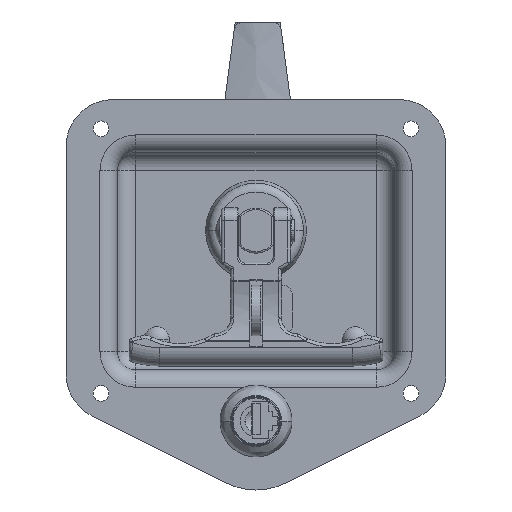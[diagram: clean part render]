
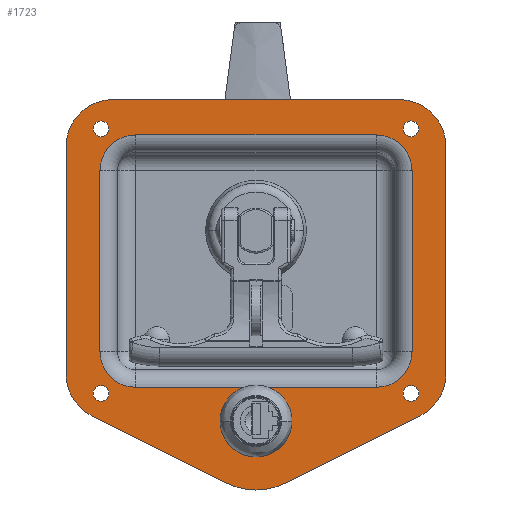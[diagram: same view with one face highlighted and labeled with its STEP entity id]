
A CAD part, front view. The second image highlights one B-rep face of the part: STEP entity #1723.
In plain terms, the highlighted planar face has unit normal (0, -1, 0).
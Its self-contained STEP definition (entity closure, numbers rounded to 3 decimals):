
#411=CARTESIAN_POINT('',(45.325,-1.2,-45.456));
#412=DIRECTION('',(0.,-1.,0.));
#413=DIRECTION('',(0.446,0.,-0.895));
#414=AXIS2_PLACEMENT_3D('',#411,#412,#413);
#416=DIRECTION('',(-0.895,0.,-0.446));
#417=VECTOR('',#416,47.655);
#418=CARTESIAN_POINT('',(52.018,-1.2,-58.88));
#419=LINE('',#418,#417);
#420=CARTESIAN_POINT('',(0.,-1.2,-61.35));
#421=DIRECTION('',(0.,1.,0.));
#422=DIRECTION('',(0.446,0.,-0.895));
#423=AXIS2_PLACEMENT_3D('',#420,#421,#422);
#425=DIRECTION('',(-0.895,0.,0.446));
#426=VECTOR('',#425,47.655);
#427=CARTESIAN_POINT('',(-9.37,-1.2,-80.144));
#428=LINE('',#427,#426);
#429=CARTESIAN_POINT('',(-45.325,-1.2,-45.456));
#430=DIRECTION('',(0.,-1.,0.));
#431=DIRECTION('',(-1.,0.,0.));
#432=AXIS2_PLACEMENT_3D('',#429,#430,#431);
#434=DIRECTION('',(0.,0.,1.));
#435=VECTOR('',#434,72.106);
#436=CARTESIAN_POINT('',(-60.325,-1.2,-45.456));
#437=LINE('',#436,#435);
#438=CARTESIAN_POINT('',(-45.325,-1.2,26.65));
#439=DIRECTION('',(0.,-1.,0.));
#440=DIRECTION('',(0.,0.,1.));
#441=AXIS2_PLACEMENT_3D('',#438,#439,#440);
#443=DIRECTION('',(1.,0.,0.));
#444=VECTOR('',#443,90.65);
#445=CARTESIAN_POINT('',(-45.325,-1.2,41.65));
#446=LINE('',#445,#444);
#447=CARTESIAN_POINT('',(45.325,-1.2,26.65));
#448=DIRECTION('',(0.,-1.,0.));
#449=DIRECTION('',(1.,0.,0.));
#450=AXIS2_PLACEMENT_3D('',#447,#448,#449);
#452=DIRECTION('',(0.,0.,-1.));
#453=VECTOR('',#452,72.106);
#454=CARTESIAN_POINT('',(60.325,-1.2,26.65));
#455=LINE('',#454,#453);
#456=CARTESIAN_POINT('',(-38.25,-1.2,19.075));
#457=DIRECTION('',(0.,-1.,0.));
#458=DIRECTION('',(0.,0.,1.));
#459=AXIS2_PLACEMENT_3D('',#456,#457,#458);
#461=DIRECTION('',(0.,0.,-1.));
#462=VECTOR('',#461,57.5);
#463=CARTESIAN_POINT('',(-49.55,-1.2,19.075));
#464=LINE('',#463,#462);
#465=CARTESIAN_POINT('',(-38.25,-1.2,-38.425));
#466=DIRECTION('',(0.,-1.,0.));
#467=DIRECTION('',(-1.,0.,0.));
#468=AXIS2_PLACEMENT_3D('',#465,#466,#467);
#470=DIRECTION('',(1.,0.,0.));
#471=VECTOR('',#470,76.5);
#472=CARTESIAN_POINT('',(-38.25,-1.2,-49.725));
#473=LINE('',#472,#471);
#474=CARTESIAN_POINT('',(38.25,-1.2,-38.425));
#475=DIRECTION('',(0.,-1.,0.));
#476=DIRECTION('',(0.,0.,-1.));
#477=AXIS2_PLACEMENT_3D('',#474,#475,#476);
#479=DIRECTION('',(0.,0.,1.));
#480=VECTOR('',#479,57.5);
#481=CARTESIAN_POINT('',(49.55,-1.2,-38.425));
#482=LINE('',#481,#480);
#483=CARTESIAN_POINT('',(38.25,-1.2,19.075));
#484=DIRECTION('',(0.,-1.,0.));
#485=DIRECTION('',(1.,0.,0.));
#486=AXIS2_PLACEMENT_3D('',#483,#484,#485);
#488=DIRECTION('',(-1.,0.,0.));
#489=VECTOR('',#488,76.5);
#490=CARTESIAN_POINT('',(38.25,-1.2,30.375));
#491=LINE('',#490,#489);
#492=CARTESIAN_POINT('',(49.2,-1.2,-51.675));
#493=DIRECTION('',(0.,1.,0.));
#494=DIRECTION('',(1.,0.,0.));
#495=AXIS2_PLACEMENT_3D('',#492,#493,#494);
#497=CARTESIAN_POINT('',(49.2,-1.2,-51.675));
#498=DIRECTION('',(0.,1.,0.));
#499=DIRECTION('',(-1.,0.,0.));
#500=AXIS2_PLACEMENT_3D('',#497,#498,#499);
#502=CARTESIAN_POINT('',(-49.2,-1.2,-51.675));
#503=DIRECTION('',(0.,1.,0.));
#504=DIRECTION('',(1.,0.,0.));
#505=AXIS2_PLACEMENT_3D('',#502,#503,#504);
#507=CARTESIAN_POINT('',(-49.2,-1.2,-51.675));
#508=DIRECTION('',(0.,1.,0.));
#509=DIRECTION('',(-1.,0.,0.));
#510=AXIS2_PLACEMENT_3D('',#507,#508,#509);
#512=CARTESIAN_POINT('',(-49.2,-1.2,32.325));
#513=DIRECTION('',(0.,1.,0.));
#514=DIRECTION('',(1.,0.,0.));
#515=AXIS2_PLACEMENT_3D('',#512,#513,#514);
#517=CARTESIAN_POINT('',(-49.2,-1.2,32.325));
#518=DIRECTION('',(0.,1.,0.));
#519=DIRECTION('',(-1.,0.,0.));
#520=AXIS2_PLACEMENT_3D('',#517,#518,#519);
#522=CARTESIAN_POINT('',(49.2,-1.2,32.325));
#523=DIRECTION('',(0.,1.,0.));
#524=DIRECTION('',(1.,0.,0.));
#525=AXIS2_PLACEMENT_3D('',#522,#523,#524);
#527=CARTESIAN_POINT('',(49.2,-1.2,32.325));
#528=DIRECTION('',(0.,1.,0.));
#529=DIRECTION('',(-1.,0.,0.));
#530=AXIS2_PLACEMENT_3D('',#527,#528,#529);
#532=CARTESIAN_POINT('',(0.,-1.2,-60.45));
#533=DIRECTION('',(0.,1.,0.));
#534=DIRECTION('',(-0.853,0.,0.523));
#535=AXIS2_PLACEMENT_3D('',#532,#533,#534);
#537=DIRECTION('',(0.,0.,1.));
#538=VECTOR('',#537,9.928);
#539=CARTESIAN_POINT('',(-8.1,-1.2,-65.414));
#540=LINE('',#539,#538);
#541=CARTESIAN_POINT('',(0.,-1.2,-60.45));
#542=DIRECTION('',(0.,1.,0.));
#543=DIRECTION('',(0.853,0.,-0.523));
#544=AXIS2_PLACEMENT_3D('',#541,#542,#543);
#546=DIRECTION('',(0.,0.,-1.));
#547=VECTOR('',#546,9.928);
#548=CARTESIAN_POINT('',(8.1,-1.2,-55.486));
#549=LINE('',#548,#547);
#928=CARTESIAN_POINT('',(9.37,-1.2,-80.144));
#929=CARTESIAN_POINT('',(-9.37,-1.2,
-80.144));
#930=VERTEX_POINT('',#928);
#931=VERTEX_POINT('',#929);
#932=CARTESIAN_POINT('',(52.018,-1.2,-58.88));
#933=CARTESIAN_POINT('',(60.325,-1.2,-45.456));
#934=VERTEX_POINT('',#932);
#935=VERTEX_POINT('',#933);
#936=CARTESIAN_POINT('',(-60.325,-1.2,-45.456));
#937=CARTESIAN_POINT('',(-52.018,-1.2,-58.88));
#938=VERTEX_POINT('',#936);
#939=VERTEX_POINT('',#937);
#940=CARTESIAN_POINT('',(-45.325,-1.2,41.65));
#941=CARTESIAN_POINT('',(-60.325,-1.2,26.65));
#942=VERTEX_POINT('',#940);
#943=VERTEX_POINT('',#941);
#944=CARTESIAN_POINT('',(60.325,-1.2,26.65));
#945=CARTESIAN_POINT('',(45.325,-1.2,41.65));
#946=VERTEX_POINT('',#944);
#947=VERTEX_POINT('',#945);
#952=CARTESIAN_POINT('',(-38.25,-1.2,30.375));
#953=CARTESIAN_POINT('',(-49.55,-1.2,19.075));
#954=VERTEX_POINT('',#952);
#955=VERTEX_POINT('',#953);
#958=CARTESIAN_POINT('',(-49.55,-1.2,-38.425));
#959=VERTEX_POINT('',#958);
#962=CARTESIAN_POINT('',(-38.25,-1.2,-49.725));
#963=VERTEX_POINT('',#962);
#966=CARTESIAN_POINT('',(38.25,-1.2,-49.725));
#967=VERTEX_POINT('',#966);
#970=CARTESIAN_POINT('',(49.55,-1.2,-38.425));
#971=VERTEX_POINT('',#970);
#974=CARTESIAN_POINT('',(49.55,-1.2,19.075));
#975=VERTEX_POINT('',#974);
#978=CARTESIAN_POINT('',(38.25,-1.2,30.375));
#979=VERTEX_POINT('',#978);
#1020=CARTESIAN_POINT('',(51.7,-1.2,-51.675));
#1021=CARTESIAN_POINT('',(46.7,-1.2,-51.675));
#1022=VERTEX_POINT('',#1020);
#1023=VERTEX_POINT('',#1021);
#1024=CARTESIAN_POINT('',(-46.7,-1.2,-51.675));
#1025=CARTESIAN_POINT('',(-51.7,-1.2,-51.675));
#1026=VERTEX_POINT('',#1024);
#1027=VERTEX_POINT('',#1025);
#1028=CARTESIAN_POINT('',(-46.7,-1.2,32.325));
#1029=CARTESIAN_POINT('',(-51.7,-1.2,32.325));
#1030=VERTEX_POINT('',#1028);
#1031=VERTEX_POINT('',#1029);
#1032=CARTESIAN_POINT('',(51.7,-1.2,32.325));
#1033=CARTESIAN_POINT('',(46.7,-1.2,32.325));
#1034=VERTEX_POINT('',#1032);
#1035=VERTEX_POINT('',#1033);
#1068=CARTESIAN_POINT('',(-8.1,-1.2,-55.486));
#1069=CARTESIAN_POINT('',(8.1,-1.2,-55.486));
#1070=VERTEX_POINT('',#1068);
#1071=VERTEX_POINT('',#1069);
#1072=CARTESIAN_POINT('',(8.1,-1.2,-65.414));
#1073=VERTEX_POINT('',#1072);
#1074=CARTESIAN_POINT('',(-8.1,-1.2,-65.414));
#1075=VERTEX_POINT('',#1074);
#1654=CARTESIAN_POINT('',(0.,-1.2,0.));
#1655=DIRECTION('',(0.,1.,0.));
#1656=DIRECTION('',(1.,0.,0.));
#1657=AXIS2_PLACEMENT_3D('',#1654,#1655,#1656);
#1658=PLANE('',#1657);
#1659=ORIENTED_EDGE('',*,*,#1522,.F.);
#1660=ORIENTED_EDGE('',*,*,#1537,.T.);
#1661=ORIENTED_EDGE('',*,*,#1551,.T.);
#1662=ORIENTED_EDGE('',*,*,#1565,.T.);
#1663=ORIENTED_EDGE('',*,*,#1579,.F.);
#1664=ORIENTED_EDGE('',*,*,#1593,.T.);
#1665=ORIENTED_EDGE('',*,*,#1607,.F.);
#1666=ORIENTED_EDGE('',*,*,#1621,.T.);
#1667=ORIENTED_EDGE('',*,*,#1635,.F.);
#1668=ORIENTED_EDGE('',*,*,#1648,.T.);
#1669=EDGE_LOOP('',(#1659,#1660,#1661,#1662,#1663,#1664,#1665,#1666,#1667,
#1668));
#1670=FACE_OUTER_BOUND('',#1669,.F.);
#1672=ORIENTED_EDGE('',*,*,#1671,.T.);
#1674=ORIENTED_EDGE('',*,*,#1673,.T.);
#1676=ORIENTED_EDGE('',*,*,#1675,.T.);
#1678=ORIENTED_EDGE('',*,*,#1677,.T.);
#1680=ORIENTED_EDGE('',*,*,#1679,.T.);
#1682=ORIENTED_EDGE('',*,*,#1681,.T.);
#1684=ORIENTED_EDGE('',*,*,#1683,.T.);
#1686=ORIENTED_EDGE('',*,*,#1685,.T.);
#1687=EDGE_LOOP('',(#1672,#1674,#1676,#1678,#1680,#1682,#1684,#1686));
#1688=FACE_BOUND('',#1687,.F.);
#1690=ORIENTED_EDGE('',*,*,#1689,.F.);
#1692=ORIENTED_EDGE('',*,*,#1691,.F.);
#1693=EDGE_LOOP('',(#1690,#1692));
#1694=FACE_BOUND('',#1693,.F.);
#1696=ORIENTED_EDGE('',*,*,#1695,.F.);
#1698=ORIENTED_EDGE('',*,*,#1697,.F.);
#1699=EDGE_LOOP('',(#1696,#1698));
#1700=FACE_BOUND('',#1699,.F.);
#1702=ORIENTED_EDGE('',*,*,#1701,.F.);
#1704=ORIENTED_EDGE('',*,*,#1703,.F.);
#1705=EDGE_LOOP('',(#1702,#1704));
#1706=FACE_BOUND('',#1705,.F.);
#1708=ORIENTED_EDGE('',*,*,#1707,.F.);
#1710=ORIENTED_EDGE('',*,*,#1709,.F.);
#1711=EDGE_LOOP('',(#1708,#1710));
#1712=FACE_BOUND('',#1711,.F.);
#1714=ORIENTED_EDGE('',*,*,#1713,.F.);
#1716=ORIENTED_EDGE('',*,*,#1715,.F.);
#1718=ORIENTED_EDGE('',*,*,#1717,.F.);
#1720=ORIENTED_EDGE('',*,*,#1719,.F.);
#1721=EDGE_LOOP('',(#1714,#1716,#1718,#1720));
#1722=FACE_BOUND('',#1721,.F.);
#415=CIRCLE('',#414,15.);
#424=CIRCLE('',#423,21.);
#433=CIRCLE('',#432,15.);
#442=CIRCLE('',#441,15.);
#451=CIRCLE('',#450,15.);
#460=CIRCLE('',#459,11.3);
#469=CIRCLE('',#468,11.3);
#478=CIRCLE('',#477,11.3);
#487=CIRCLE('',#486,11.3);
#496=CIRCLE('',#495,2.5);
#501=CIRCLE('',#500,2.5);
#506=CIRCLE('',#505,2.5);
#511=CIRCLE('',#510,2.5);
#516=CIRCLE('',#515,2.5);
#521=CIRCLE('',#520,2.5);
#526=CIRCLE('',#525,2.5);
#531=CIRCLE('',#530,2.5);
#536=CIRCLE('',#535,9.5);
#545=CIRCLE('',#544,9.5);
#1522=EDGE_CURVE('',#934,#935,#415,.T.);
#1537=EDGE_CURVE('',#934,#930,#419,.T.);
#1551=EDGE_CURVE('',#930,#931,#424,.T.);
#1565=EDGE_CURVE('',#931,#939,#428,.T.);
#1579=EDGE_CURVE('',#938,#939,#433,.T.);
#1593=EDGE_CURVE('',#938,#943,#437,.T.);
#1607=EDGE_CURVE('',#942,#943,#442,.T.);
#1621=EDGE_CURVE('',#942,#947,#446,.T.);
#1635=EDGE_CURVE('',#946,#947,#451,.T.);
#1648=EDGE_CURVE('',#946,#935,#455,.T.);
#1671=EDGE_CURVE('',#954,#955,#460,.T.);
#1673=EDGE_CURVE('',#955,#959,#464,.T.);
#1675=EDGE_CURVE('',#959,#963,#469,.T.);
#1677=EDGE_CURVE('',#963,#967,#473,.T.);
#1679=EDGE_CURVE('',#967,#971,#478,.T.);
#1681=EDGE_CURVE('',#971,#975,#482,.T.);
#1683=EDGE_CURVE('',#975,#979,#487,.T.);
#1685=EDGE_CURVE('',#979,#954,#491,.T.);
#1689=EDGE_CURVE('',#1022,#1023,#496,.T.);
#1691=EDGE_CURVE('',#1023,#1022,#501,.T.);
#1695=EDGE_CURVE('',#1026,#1027,#506,.T.);
#1697=EDGE_CURVE('',#1027,#1026,#511,.T.);
#1701=EDGE_CURVE('',#1030,#1031,#516,.T.);
#1703=EDGE_CURVE('',#1031,#1030,#521,.T.);
#1707=EDGE_CURVE('',#1034,#1035,#526,.T.);
#1709=EDGE_CURVE('',#1035,#1034,#531,.T.);
#1713=EDGE_CURVE('',#1070,#1071,#536,.T.);
#1715=EDGE_CURVE('',#1075,#1070,#540,.T.);
#1717=EDGE_CURVE('',#1073,#1075,#545,.T.);
#1719=EDGE_CURVE('',#1071,#1073,#549,.T.);
#1723=ADVANCED_FACE('',(#1670,#1688,#1694,#1700,#1706,#1712,#1722),#1658,.F.);
